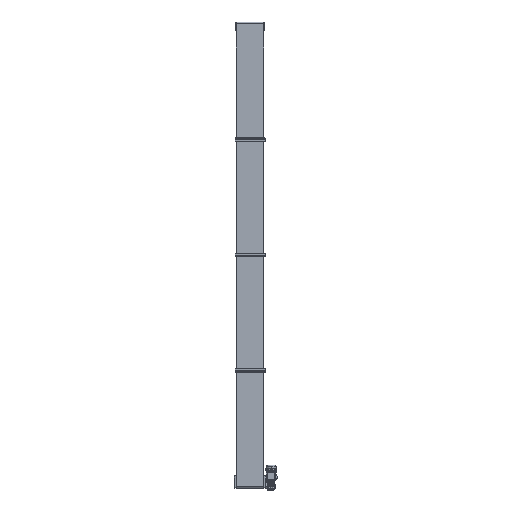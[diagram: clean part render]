
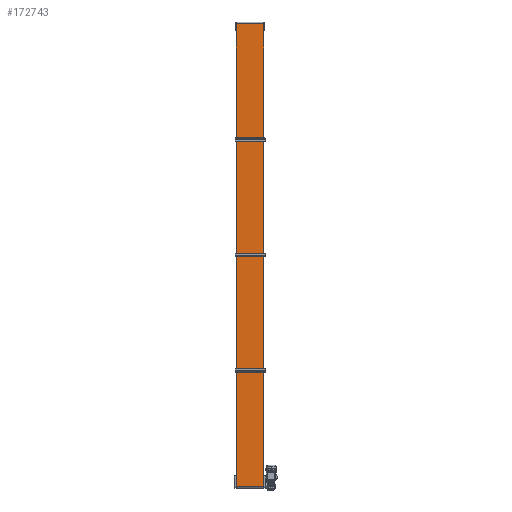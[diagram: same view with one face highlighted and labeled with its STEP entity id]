
A CAD part, front view. The second image highlights one B-rep face of the part: STEP entity #172743.
In plain terms, the highlighted planar face has unit normal (0, -1, 0).
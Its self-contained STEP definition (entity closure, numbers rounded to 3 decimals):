
#6360 = LINE ( 'NONE', #34727, #146285 ) ;
#17383 = PLANE ( 'NONE',  #60279 ) ;
#23664 = LINE ( 'NONE', #38820, #24022 ) ;
#24022 = VECTOR ( 'NONE', #100921, 1000. ) ;
#24149 = VERTEX_POINT ( 'NONE', #58680 ) ;
#28817 = VECTOR ( 'NONE', #122968, 1000. ) ;
#32352 = LINE ( 'NONE', #123948, #28817 ) ;
#34727 = CARTESIAN_POINT ( 'NONE',  ( 297.5, -22.282, -114.891 ) ) ;
#38141 = CARTESIAN_POINT ( 'NONE',  ( 297.5, -22.282, -114.891 ) ) ;
#38820 = CARTESIAN_POINT ( 'NONE',  ( 297.5, -22.282, -114.891 ) ) ;
#39581 = CARTESIAN_POINT ( 'NONE',  ( 297.5, -22.282, -114.891 ) ) ;
#45043 = EDGE_CURVE ( 'NONE', #163687, #24149, #32352, .T. ) ;
#56689 = ORIENTED_EDGE ( 'NONE', *, *, #111979, .F. ) ;
#58163 = ORIENTED_EDGE ( 'NONE', *, *, #199645, .F. ) ;
#58680 = CARTESIAN_POINT ( 'NONE',  ( 2.5, -22.282, -114.891 ) ) ;
#60279 = AXIS2_PLACEMENT_3D ( 'NONE', #39581, #176844, #162648 ) ;
#66240 = DIRECTION ( 'NONE',  ( 0., 0., -1. ) ) ;
#86016 = LINE ( 'NONE', #164289, #116506 ) ;
#93336 = VERTEX_POINT ( 'NONE', #190970 ) ;
#100921 = DIRECTION ( 'NONE',  ( -1., 0., 0. ) ) ;
#101351 = DIRECTION ( 'NONE',  ( -1., 0., 0. ) ) ;
#111979 = EDGE_CURVE ( 'NONE', #118568, #24149, #23664, .T. ) ;
#116506 = VECTOR ( 'NONE', #101351, 1000. ) ;
#118568 = VERTEX_POINT ( 'NONE', #38141 ) ;
#122968 = DIRECTION ( 'NONE',  ( 0., 0., -1. ) ) ;
#123948 = CARTESIAN_POINT ( 'NONE',  ( 2.5, -22.282, -114.891 ) ) ;
#125916 = ORIENTED_EDGE ( 'NONE', *, *, #190643, .T. ) ;
#137479 = ORIENTED_EDGE ( 'NONE', *, *, #45043, .T. ) ;
#142340 = FACE_OUTER_BOUND ( 'NONE', #198887, .T. ) ;
#146285 = VECTOR ( 'NONE', #66240, 1000. ) ;
#156311 = CARTESIAN_POINT ( 'NONE',  ( 2.5, -22.282, 4886.891 ) ) ;
#162648 = DIRECTION ( 'NONE',  ( 0., 0., 1. ) ) ;
#163687 = VERTEX_POINT ( 'NONE', #156311 ) ;
#164289 = CARTESIAN_POINT ( 'NONE',  ( 297.5, -22.282, 4886.891 ) ) ;
#172743 = ADVANCED_FACE ( 'NONE', ( #142340 ), #17383, .F. ) ;
#176844 = DIRECTION ( 'NONE',  ( 0., 1., 0. ) ) ;
#190643 = EDGE_CURVE ( 'NONE', #93336, #163687, #86016, .T. ) ;
#190970 = CARTESIAN_POINT ( 'NONE',  ( 297.5, -22.282, 4886.891 ) ) ;
#198887 = EDGE_LOOP ( 'NONE', ( #137479, #56689, #58163, #125916 ) ) ;
#199645 = EDGE_CURVE ( 'NONE', #93336, #118568, #6360, .T. ) ;
